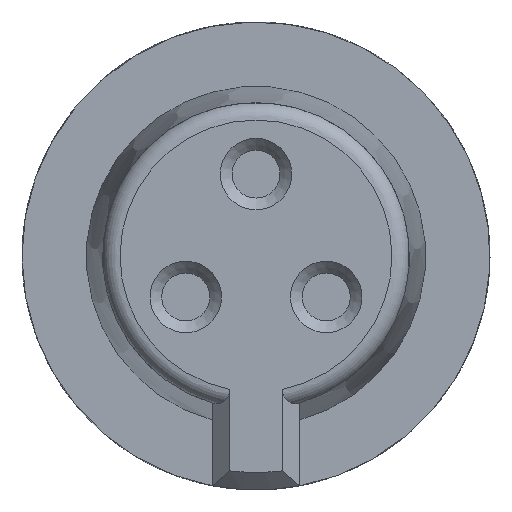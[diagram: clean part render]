
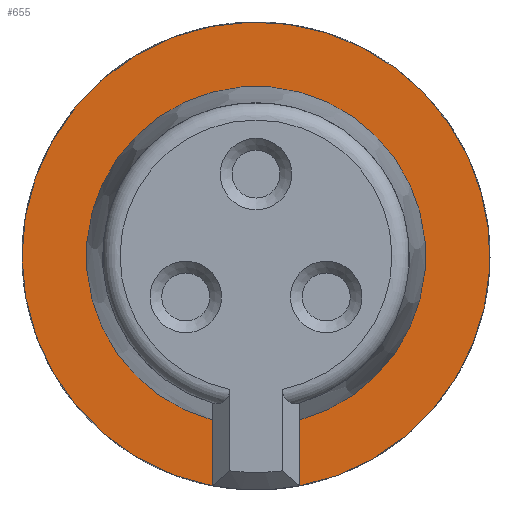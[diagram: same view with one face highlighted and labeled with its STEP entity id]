
A CAD part, left-side view. The second image highlights one B-rep face of the part: STEP entity #655.
In plain terms, the highlighted planar face has unit normal (-1, 0, 0).
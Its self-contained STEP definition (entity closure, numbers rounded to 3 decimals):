
#43=PLANE('',#2286);
#157=FACE_OUTER_BOUND('',#825,.T.);
#392=LINE('',#3311,#552);
#393=LINE('',#3312,#553);
#552=VECTOR('',#2642,1.);
#553=VECTOR('',#2643,1.);
#655=ADVANCED_FACE('',(#157),#43,.F.);
#825=EDGE_LOOP('',(#1098,#1099,#1100,#1101));
#1098=ORIENTED_EDGE('',*,*,#1942,.F.);
#1099=ORIENTED_EDGE('',*,*,#1944,.F.);
#1100=ORIENTED_EDGE('',*,*,#1811,.T.);
#1101=ORIENTED_EDGE('',*,*,#1945,.F.);
#1592=VERTEX_POINT('',#3011);
#1595=VERTEX_POINT('',#3016);
#1724=VERTEX_POINT('',#3306);
#1725=VERTEX_POINT('',#3308);
#1811=EDGE_CURVE('',#1592,#1595,#2125,.T.);
#1942=EDGE_CURVE('',#1724,#1725,#2189,.T.);
#1944=EDGE_CURVE('',#1592,#1724,#392,.T.);
#1945=EDGE_CURVE('',#1725,#1595,#393,.T.);
#2125=CIRCLE('',#2215,4.);
#2189=CIRCLE('',#2284,2.5);
#2215=AXIS2_PLACEMENT_3D('',#3017,#2438,#2439);
#2284=AXIS2_PLACEMENT_3D('',#3307,#2637,#2638);
#2286=AXIS2_PLACEMENT_3D('',#3313,#2644,#2645);
#2438=DIRECTION('',(-1.,0.,0.));
#2439=DIRECTION('',(0.,0.,-1.));
#2637=DIRECTION('',(-1.,0.,0.));
#2638=DIRECTION('',(0.,0.,-1.));
#2642=DIRECTION('',(0.,0.,1.));
#2643=DIRECTION('',(0.,0.,-1.));
#2644=DIRECTION('',(1.,0.,0.));
#2645=DIRECTION('',(0.,0.,-1.));
#3011=CARTESIAN_POINT('',(4.156,-0.75,-3.929));
#3016=CARTESIAN_POINT('',(4.156,0.75,-3.929));
#3017=CARTESIAN_POINT('',(4.156,0.,0.));
#3306=CARTESIAN_POINT('',(4.156,-0.75,-2.385));
#3307=CARTESIAN_POINT('',(4.156,0.,0.));
#3308=CARTESIAN_POINT('',(4.156,0.75,-2.385));
#3311=CARTESIAN_POINT('',(4.156,-0.75,-3.929));
#3312=CARTESIAN_POINT('',(4.156,0.75,-2.385));
#3313=CARTESIAN_POINT('',(4.156,0.,-2.5));
